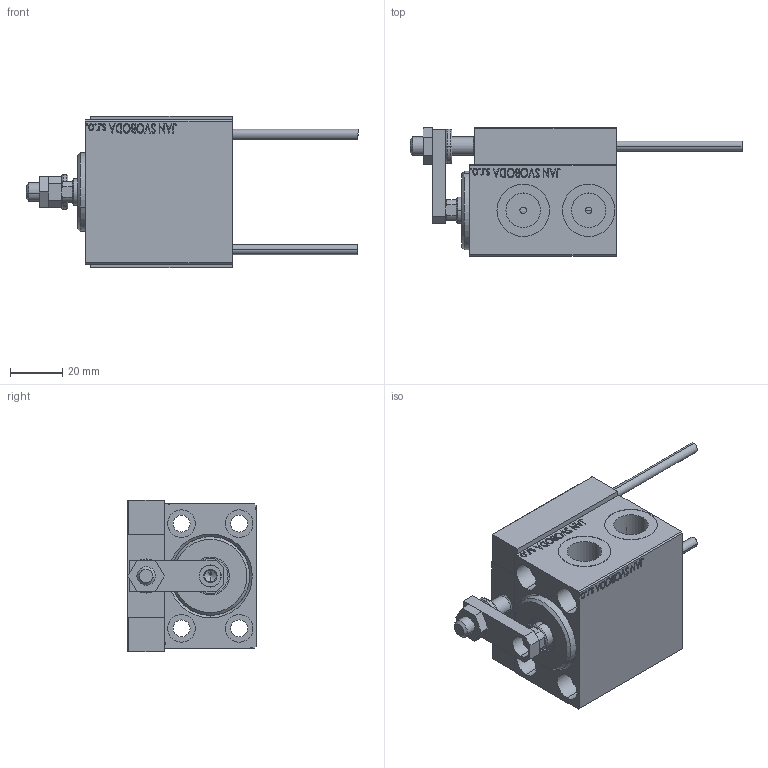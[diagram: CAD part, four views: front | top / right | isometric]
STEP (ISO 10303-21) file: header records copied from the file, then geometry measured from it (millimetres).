
FILE_DESCRIPTION (( 'STEP AP203' ), '1' );
FILE_NAME ('0dc9.STEP', '2022-04-17T12:47:12', ( '' ), ( '' ), 'SwSTEP 2.0', 'SolidWorks 2019', '' );
FILE_SCHEMA (( 'CONFIG_CONTROL_DESIGN' ));
Length unit declared in the file: millimetre
Products named in the file (15): KONCOVKA c8afd85044772c799aaabc850f48fd85; ZARAZKA c8afd85044772c799aaabc850f48fd85; ALLEN BOLT D5 c8afd85044772c799aaabc850f48fd85; 0dc9; TYC_L79 c8afd85044772c799aaabc850f48fd85; SWITCH_X_FRONT_BACK c8afd85044772c799aaabc850f48fd85; NUT_D12 c8afd85044772c799aaabc850f48fd85; MAGNET c8afd85044772c799aaabc850f48fd85; V450CM_C_VCP c8afd85044772c799aaabc850f48fd85; V450CM_VC_B c8afd85044772c799aaabc850f48fd85; Block c8afd85044772c799aaabc850f48fd85; SWITCH DIM B,W c8afd85044772c799aaabc850f48fd85; V450CM_C_Body c8afd85044772c799aaabc850f48fd85; ALLEN BOLT D8 c8afd85044772c799aaabc850f48fd85; SWITCH X c8afd85044772c799aaabc850f48fd85
Assembly tree (24 placements, depth 3):
  0dc9
    V450CM_C_Body c8afd85044772c799aaabc850f48fd85
    SWITCH X c8afd85044772c799aaabc850f48fd85
      SWITCH_X_FRONT_BACK c8afd85044772c799aaabc850f48fd85  x2
      TYC_L79 c8afd85044772c799aaabc850f48fd85
      Block c8afd85044772c799aaabc850f48fd85  x2
      ALLEN BOLT D5 c8afd85044772c799aaabc850f48fd85  x4
      ALLEN BOLT D8 c8afd85044772c799aaabc850f48fd85  x4
      MAGNET c8afd85044772c799aaabc850f48fd85  x2
      KONCOVKA c8afd85044772c799aaabc850f48fd85  x2
    NUT_D12 c8afd85044772c799aaabc850f48fd85
    SWITCH DIM B,W c8afd85044772c799aaabc850f48fd85
    ZARAZKA c8afd85044772c799aaabc850f48fd85
    V450CM_C_VCP c8afd85044772c799aaabc850f48fd85
    V450CM_VC_B c8afd85044772c799aaabc850f48fd85
Bounding box: 126.7 x 49 x 58 mm (x, y, z)
Volume: 132299.2 mm3; surface area: 51968.6 mm2
Topology: 23 solids, 23 shells, 1302 faces, 3120 edges, 1995 vertices
Faces by surface type: plane 566, bspline 380, cylinder 202, cone 106, torus 44, sphere 4
Entity records: 50919 total; most frequent: CARTESIAN_POINT 26150, ORIENTED_EDGE 5260, DIRECTION 3566, EDGE_CURVE 2630, VERTEX_POINT 1719, LINE 1504, VECTOR 1504, EDGE_LOOP 1219
